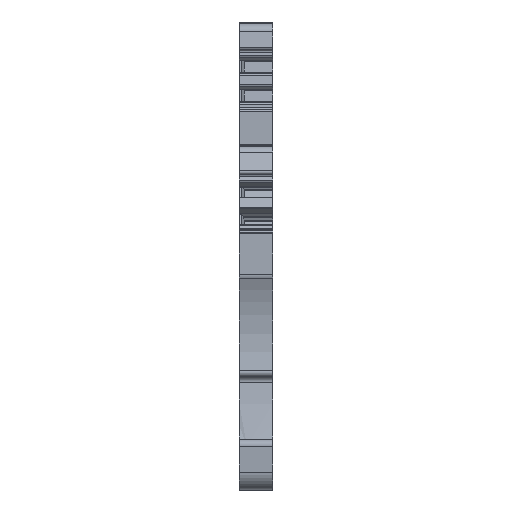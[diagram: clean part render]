
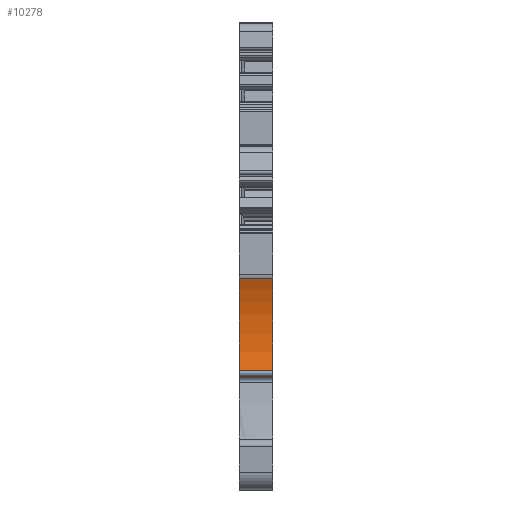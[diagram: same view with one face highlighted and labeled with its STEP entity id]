
A CAD part, front view. The second image highlights one B-rep face of the part: STEP entity #10278.
In plain terms, the highlighted cylindrical face has radius 15 mm (diameter 30 mm), a partial arc.
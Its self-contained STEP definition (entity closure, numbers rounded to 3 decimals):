
#1529=AXIS2_PLACEMENT_3D('Circle Axis2P3D',#1527,#1528,$) ;
#1536=AXIS2_PLACEMENT_3D('Circle Axis2P3D',#1534,#1535,$) ;
#10249=AXIS2_PLACEMENT_3D('Cylinder Axis2P3D',#10246,#10247,#10248) ;
#10260=AXIS2_PLACEMENT_3D('Circle Axis2P3D',#10258,#10259,$) ;
#10267=AXIS2_PLACEMENT_3D('Circle Axis2P3D',#10265,#10266,$) ;
#1524=CARTESIAN_POINT('Vertex',(3.5,0.083,22.297)) ;
#1527=CARTESIAN_POINT('Axis2P3D Location',(3.5,-13.679,16.328)) ;
#1531=CARTESIAN_POINT('Vertex',(3.5,1.171,18.445)) ;
#1534=CARTESIAN_POINT('Axis2P3D Location',(3.5,-13.679,16.328)) ;
#1538=CARTESIAN_POINT('Vertex',(3.5,0.831,12.527)) ;
#10227=CARTESIAN_POINT('Line Origine',(1.75,0.831,12.527)) ;
#10231=CARTESIAN_POINT('Vertex',(0.,0.831,12.527)) ;
#10246=CARTESIAN_POINT('Axis2P3D Location',(1.75,-13.679,16.328)) ;
#10251=CARTESIAN_POINT('Line Origine',(1.75,0.083,22.297)) ;
#10255=CARTESIAN_POINT('Vertex',(0.,0.083,22.297)) ;
#10258=CARTESIAN_POINT('Axis2P3D Location',(0.,-13.679,16.328)) ;
#10262=CARTESIAN_POINT('Vertex',(0.,1.171,18.445)) ;
#10265=CARTESIAN_POINT('Axis2P3D Location',(0.,-13.679,16.328)) ;
#1528=DIRECTION('Axis2P3D Direction',(-1.,0.,0.)) ;
#1535=DIRECTION('Axis2P3D Direction',(-1.,0.,0.)) ;
#10228=DIRECTION('Vector Direction',(-1.,0.,0.)) ;
#10247=DIRECTION('Axis2P3D Direction',(-1.,0.,0.)) ;
#10248=DIRECTION('Axis2P3D XDirection',(0.,0.917,0.398)) ;
#10252=DIRECTION('Vector Direction',(-1.,0.,0.)) ;
#10259=DIRECTION('Axis2P3D Direction',(-1.,0.,0.)) ;
#10266=DIRECTION('Axis2P3D Direction',(-1.,0.,0.)) ;
#10229=VECTOR('Line Direction',#10228,1.) ;
#10253=VECTOR('Line Direction',#10252,1.) ;
#10271=ORIENTED_EDGE('',*,*,#1533,.T.) ;
#10272=ORIENTED_EDGE('',*,*,#10257,.T.) ;
#10273=ORIENTED_EDGE('',*,*,#10264,.F.) ;
#10274=ORIENTED_EDGE('',*,*,#10269,.F.) ;
#10275=ORIENTED_EDGE('',*,*,#10233,.T.) ;
#10276=ORIENTED_EDGE('',*,*,#1540,.T.) ;
#10278=ADVANCED_FACE('KLTR_ZDK1-5DU-PE',(#10277),#10250,.F.) ;
#1530=CIRCLE('generated circle',#1529,15.) ;
#1537=CIRCLE('generated circle',#1536,15.) ;
#10261=CIRCLE('generated circle',#10260,15.) ;
#10268=CIRCLE('generated circle',#10267,15.) ;
#10250=CYLINDRICAL_SURFACE('generated cylinder',#10249,15.) ;
#1533=EDGE_CURVE('',#1532,#1525,#1530,.F.) ;
#1540=EDGE_CURVE('',#1539,#1532,#1537,.F.) ;
#10233=EDGE_CURVE('',#10232,#1539,#10230,.F.) ;
#10257=EDGE_CURVE('',#1525,#10256,#10254,.T.) ;
#10264=EDGE_CURVE('',#10263,#10256,#10261,.F.) ;
#10269=EDGE_CURVE('',#10232,#10263,#10268,.F.) ;
#10270=EDGE_LOOP('',(#10271,#10272,#10273,#10274,#10275,#10276)) ;
#10277=FACE_OUTER_BOUND('',#10270,.T.) ;
#10230=LINE('Line',#10227,#10229) ;
#10254=LINE('Line',#10251,#10253) ;
#1525=VERTEX_POINT('',#1524) ;
#1532=VERTEX_POINT('',#1531) ;
#1539=VERTEX_POINT('',#1538) ;
#10232=VERTEX_POINT('',#10231) ;
#10256=VERTEX_POINT('',#10255) ;
#10263=VERTEX_POINT('',#10262) ;
